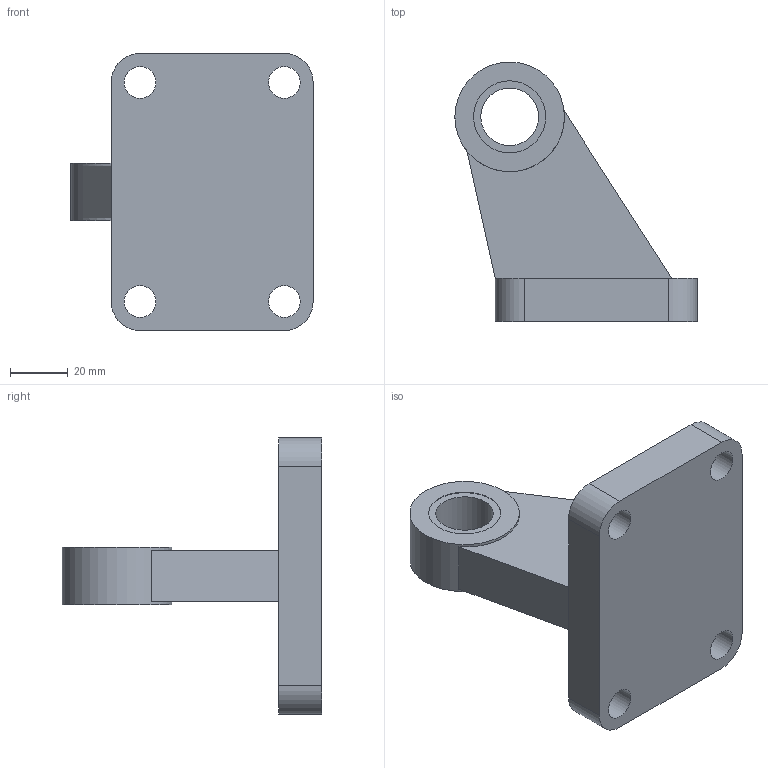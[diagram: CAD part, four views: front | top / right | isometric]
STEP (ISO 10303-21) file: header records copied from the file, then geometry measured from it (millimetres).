
FILE_DESCRIPTION(/* description */ ('STEP AP214'),/* implementation_level */ '2;1');
FILE_NAME(/* name */ '197325_CRLMC-100',/* time_stamp */ '2024-08-08T18:48:57+02:00',/* author */ ('License CC BY-ND 4.0'),/* organization */ ('CADENAS'),/* preprocessor_version */ 'ST-DEVELOPER v19.3',/* originating_system */ 'PARTsolutions',/* authorisation */ ' ');
FILE_SCHEMA (('AUTOMOTIVE_DESIGN {1 0 10303 214 3 1 1}'));
Length unit declared in the file: millimetre
Products named in the file (1): 197325 CRLMC-100
Bounding box: 84 x 90 x 96 mm (x, y, z)
Volume: 150126.3 mm3; surface area: 29111 mm2
Topology: 1 solids, 1 shells, 26 faces, 64 edges, 42 vertices
Faces by surface type: plane 14, cylinder 12
Full cylindrical faces by diameter (mm): 11 x4, 20 x1, 25 x2, 38 x1
Entity records: 941 total; most frequent: DIRECTION 133, CARTESIAN_POINT 120, ORIENTED_EDGE 106, EDGE_CURVE 53, AXIS2_PLACEMENT_3D 53, EDGE_LOOP 47, FACE_BOUND 47, VERTEX_POINT 40
